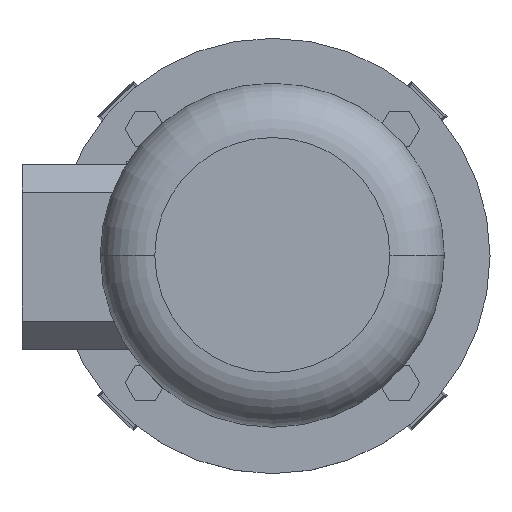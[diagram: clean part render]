
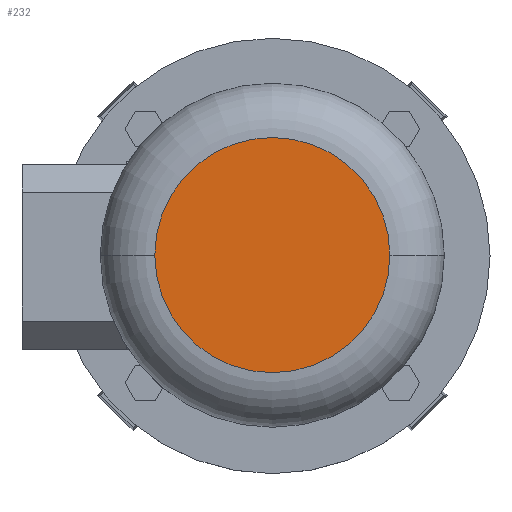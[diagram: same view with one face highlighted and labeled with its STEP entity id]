
A CAD part, top view. The second image highlights one B-rep face of the part: STEP entity #232.
In plain terms, the highlighted planar face has unit normal (0, 0, 1).
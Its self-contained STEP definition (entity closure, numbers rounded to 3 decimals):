
#232 = ADVANCED_FACE ( 'NONE', ( #11629 ), #11627, .T. ) ;
#11624 = DIRECTION ( 'NONE',  ( -1., 0., 0. ) ) ;
#11625 = DIRECTION ( 'NONE',  ( 0., 0., 1. ) ) ;
#11627 = PLANE ( 'NONE',  #19840 ) ;
#11629 = FACE_OUTER_BOUND ( 'NONE', #15500, .T. ) ;
#11630 = CARTESIAN_POINT ( 'NONE',  ( -54., 0., 342.75 ) ) ;
#15260 = ORIENTED_EDGE ( 'NONE', *, *, #58886, .T. ) ;
#15262 = ORIENTED_EDGE ( 'NONE', *, *, #47151, .T. ) ;
#15500 = EDGE_LOOP ( 'NONE', ( #15262, #15260 ) ) ;
#16193 = VERTEX_POINT ( 'NONE', #43576 ) ;
#16440 = VERTEX_POINT ( 'NONE', #43823 ) ;
#19840 = AXIS2_PLACEMENT_3D ( 'NONE', #11630, #11625, #11624 ) ;
#39346 = CARTESIAN_POINT ( 'NONE',  ( 0., 0., 342.75 ) ) ;
#39347 = DIRECTION ( 'NONE',  ( 0., 0., 1. ) ) ;
#39348 = DIRECTION ( 'NONE',  ( -1., 0., 0. ) ) ;
#39499 = AXIS2_PLACEMENT_3D ( 'NONE', #39346, #39347, #39348 ) ;
#39502 = CIRCLE ( 'NONE', #39499, 54. ) ;
#40227 = AXIS2_PLACEMENT_3D ( 'NONE', #40718, #40719, #40721 ) ;
#40233 = CIRCLE ( 'NONE', #40227, 54. ) ;
#40718 = CARTESIAN_POINT ( 'NONE',  ( 0., 0., 342.75 ) ) ;
#40719 = DIRECTION ( 'NONE',  ( 0., 0., 1. ) ) ;
#40721 = DIRECTION ( 'NONE',  ( -1., 0., 0. ) ) ;
#43576 = CARTESIAN_POINT ( 'NONE',  ( -54., 0., 342.75 ) ) ;
#43823 = CARTESIAN_POINT ( 'NONE',  ( 54., 0., 342.75 ) ) ;
#47151 = EDGE_CURVE ( 'NONE', #16193, #16440, #40233, .T. ) ;
#58886 = EDGE_CURVE ( 'NONE', #16440, #16193, #39502, .T. ) ;
